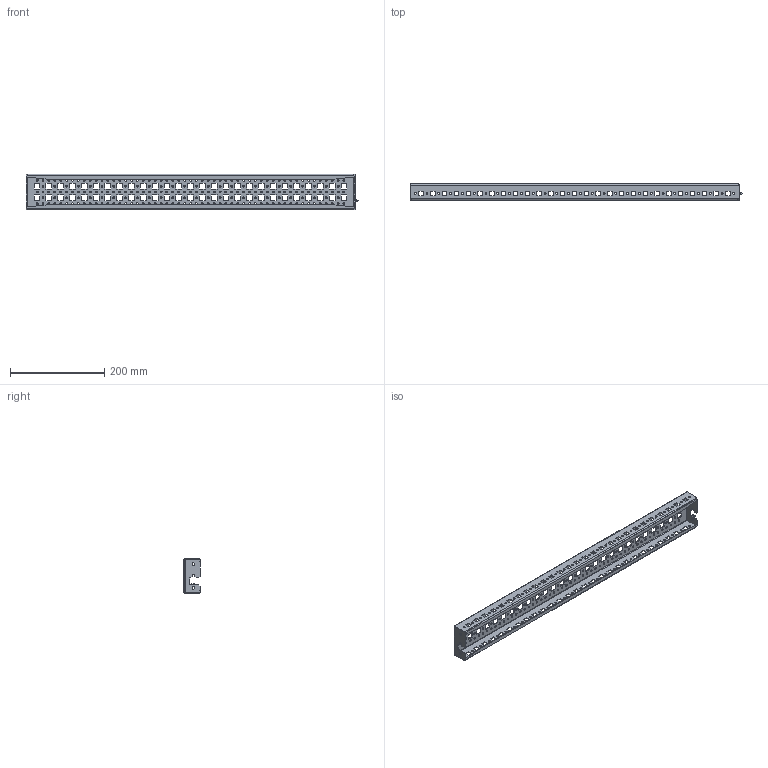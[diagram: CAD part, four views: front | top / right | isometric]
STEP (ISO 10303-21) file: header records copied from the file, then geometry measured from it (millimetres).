
FILE_DESCRIPTION (( 'STEP AP203' ), '1' );
FILE_NAME ('MA1.300.080820.30.01 Ðåéêà ìîíòàæíàÿ øèðîêàÿ ïåðôîðèðîâàííàÿ Ø_Ã = 800 ìì.STEP', '2025-01-09T10:32:48', ( '' ), ( '' ), 'SwSTEP 2.0', 'SolidWorks 2021', '' );
FILE_SCHEMA (( 'CONFIG_CONTROL_DESIGN' ));
Length unit declared in the file: millimetre
Products named in the file (1): MA1.300.080820.30.01 Ðåéêà ìîíòàæíàÿ øèðîêàÿ ïåðôîðèðîâàííàÿ Ø_Ã = 800 ìì
Bounding box: 703.29 x 34 x 75 mm (x, y, z)
Volume: 140776.6 mm3; surface area: 203041.5 mm2
Topology: 1 solids, 1 shells, 804 faces, 2414 edges, 1612 vertices
Faces by surface type: plane 507, cylinder 289, bspline 8
Full cylindrical faces by diameter (mm): 4.2 x267, 5.5 x4
Entity records: 27166 total; most frequent: CARTESIAN_POINT 4836, DIRECTION 4215, ORIENTED_EDGE 4174, EDGE_CURVE 2087, EDGE_LOOP 1833, VERTEX_POINT 1556, VECTOR 1497, LINE 1497
